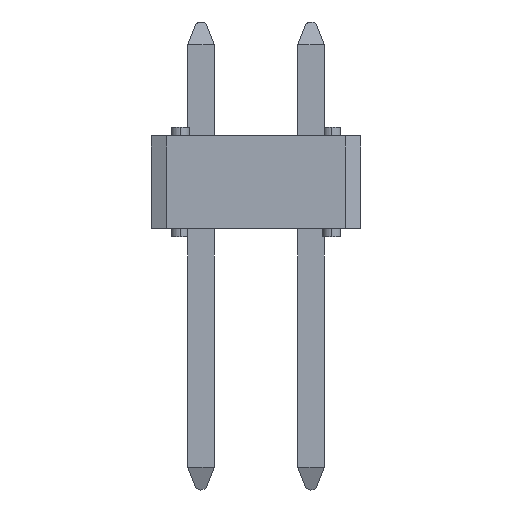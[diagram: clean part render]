
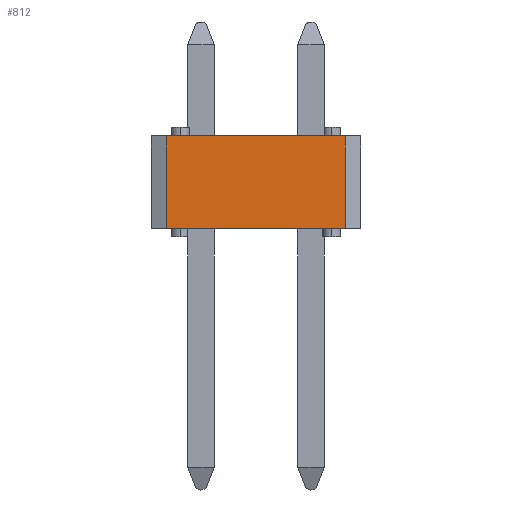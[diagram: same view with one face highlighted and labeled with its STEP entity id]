
A CAD part, left-side view. The second image highlights one B-rep face of the part: STEP entity #812.
In plain terms, the highlighted planar face has unit normal (-1, 0, 0).
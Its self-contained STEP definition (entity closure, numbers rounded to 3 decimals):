
#812=ADVANCED_FACE('11166',(#2101),#2102,.F.);
#2101=FACE_OUTER_BOUND('',#4071,.T.);
#2102=PLANE('',#4072);
#4071=EDGE_LOOP('',(#7729,#7730,#7731,#7732));
#4072=AXIS2_PLACEMENT_3D('',#7733,#7734,#7735);
#7729=ORIENTED_EDGE('',*,*,#13359,.T.);
#7730=ORIENTED_EDGE('',*,*,#12938,.T.);
#7731=ORIENTED_EDGE('',*,*,#13360,.F.);
#7732=ORIENTED_EDGE('',*,*,#12502,.F.);
#7733=CARTESIAN_POINT('',(-4.999,15.326,16.503));
#7734=DIRECTION('',(1.0,0.0,0.0));
#7735=DIRECTION('',(0.0,1.0,0.0));
#12502=EDGE_CURVE('11178',#14716,#14495,#14718,.T.);
#12938=EDGE_CURVE('11182',#15316,#15536,#15538,.T.);
#13359=EDGE_CURVE('11191',#14716,#15316,#16223,.T.);
#13360=EDGE_CURVE('11190',#14495,#15536,#16224,.T.);
#14495=VERTEX_POINT('',#17927);
#14716=VERTEX_POINT('',#18258);
#14718=LINE('',#18261,#18262);
#15316=VERTEX_POINT('',#19128);
#15536=VERTEX_POINT('',#19458);
#15538=LINE('',#19461,#19462);
#16223=LINE('',#20511,#20512);
#16224=LINE('',#20513,#20514);
#17927=CARTESIAN_POINT('',(-4.999,19.984,14.373));
#18258=CARTESIAN_POINT('',(-4.999,15.868,14.373));
#18261=CARTESIAN_POINT('',(-4.999,15.868,14.373));
#18262=VECTOR('',#24582,4.116);
#19128=CARTESIAN_POINT('',(-4.999,15.868,16.503));
#19458=CARTESIAN_POINT('',(-4.999,19.984,16.503));
#19461=CARTESIAN_POINT('',(-4.999,15.868,16.503));
#19462=VECTOR('',#25130,4.116);
#20511=CARTESIAN_POINT('',(-4.999,15.868,14.373));
#20512=VECTOR('',#25663,2.13);
#20513=CARTESIAN_POINT('',(-4.999,19.984,14.373));
#20514=VECTOR('',#25664,2.13);
#24582=DIRECTION('',(0.0,1.0,0.0));
#25130=DIRECTION('',(0.0,1.0,0.0));
#25663=DIRECTION('',(0.0,0.0,1.0));
#25664=DIRECTION('',(0.0,0.0,1.0));
